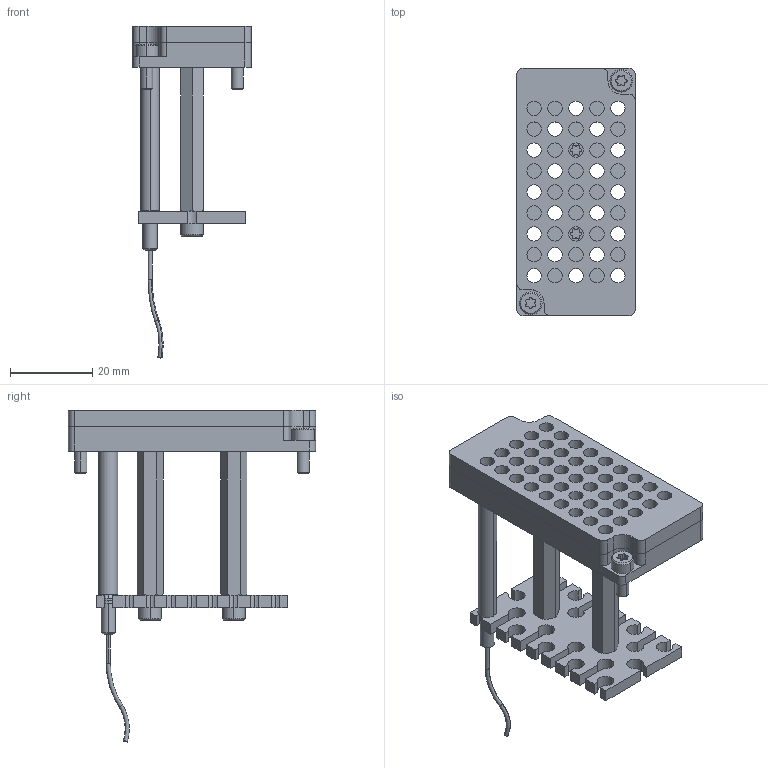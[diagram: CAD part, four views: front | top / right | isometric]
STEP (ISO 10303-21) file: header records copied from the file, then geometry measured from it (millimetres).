
FILE_DESCRIPTION (( 'STEP AP214' ), '1' );
FILE_NAME ('INGUN_38696.STEP', '2023-01-17T13:14:10', ( '' ), ( '' ), 'SwSTEP 2.0', 'SolidWorks 2021', '' );
FILE_SCHEMA (( 'AUTOMOTIVE_DESIGN' ));
Length unit declared in the file: millimetre
Products named in the file (8): 45207~0; 38765~4_S; 38766~0_S; INGUN_38696; 31210_OH3~1_S; DIN912~n_M03,0x008; SKB-II~skii_M3,0x35 St
Assembly tree (13 placements, depth 3):
  INGUN_38696
    38765~4_S
      38765~4_S
    45207~0
    38766~0_S
    DIN912~n_M03,0x008  x6
    SKB-II~skii_M3,0x35 St  x2
    31210_OH3~1_S
Bounding box: 28.7 x 60 x 80.6 mm (x, y, z)
Volume: 17497.3 mm3; surface area: 18250.6 mm2
Topology: 12 solids, 13 shells, 636 faces, 1649 edges, 1054 vertices
Faces by surface type: cylinder 387, plane 139, cone 106, torus 4
Entity records: 15353 total; most frequent: DIRECTION 2734, CARTESIAN_POINT 2538, ORIENTED_EDGE 2424, EDGE_CURVE 1212, AXIS2_PLACEMENT_3D 1068, VERTEX_POINT 776, EDGE_LOOP 614, LINE 598
